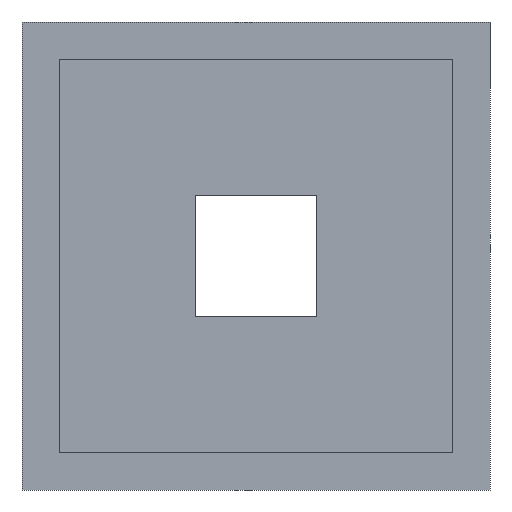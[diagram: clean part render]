
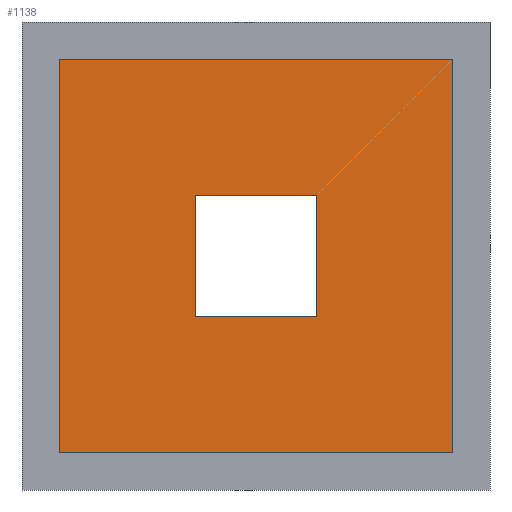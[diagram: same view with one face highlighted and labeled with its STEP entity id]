
A CAD part, front view. The second image highlights one B-rep face of the part: STEP entity #1138.
In plain terms, the highlighted planar face has unit normal (0, -1, 0).
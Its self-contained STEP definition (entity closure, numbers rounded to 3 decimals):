
#86=CARTESIAN_POINT('',(0.325,-3.05,-0.325));
#87=VERTEX_POINT('',#86);
#88=CARTESIAN_POINT('',(-0.325,-3.05,-0.325));
#89=VERTEX_POINT('',#88);
#90=CARTESIAN_POINT('',(0.325,-3.05,-0.325));
#91=DIRECTION('',(-1.0,0.0,0.));
#92=VECTOR('',#91,0.65);
#93=LINE('',#90,#92);
#94=EDGE_CURVE('',#87,#89,#93,.T.);
#232=CARTESIAN_POINT('',(-0.325,-3.05,0.325));
#233=VERTEX_POINT('',#232);
#234=CARTESIAN_POINT('',(-0.325,-3.05,-0.325));
#235=DIRECTION('',(0.0,0.0,1.0));
#236=VECTOR('',#235,0.65);
#237=LINE('',#234,#236);
#238=EDGE_CURVE('',#89,#233,#237,.T.);
#263=CARTESIAN_POINT('',(0.325,-3.05,0.325));
#264=VERTEX_POINT('',#263);
#265=CARTESIAN_POINT('',(0.325,-3.05,0.325));
#266=DIRECTION('',(0.0,0.0,-1.0));
#267=VECTOR('',#266,0.65);
#268=LINE('',#265,#267);
#269=EDGE_CURVE('',#264,#87,#268,.T.);
#294=CARTESIAN_POINT('',(-0.325,-3.05,0.325));
#295=DIRECTION('',(1.0,0.0,0.));
#296=VECTOR('',#295,0.65);
#297=LINE('',#294,#296);
#298=EDGE_CURVE('',#233,#264,#297,.T.);
#1093=CARTESIAN_POINT('',(0.0,-3.05,0.0));
#1094=DIRECTION('',(0.0,-1.0,0.0));
#1095=DIRECTION('',(0.0,0.0,-1.0));
#1096=AXIS2_PLACEMENT_3D('',#1093,#1094,#1095);
#1097=PLANE('',#1096);
#1098=CARTESIAN_POINT('',(-1.05,-3.05,1.05));
#1099=VERTEX_POINT('',#1098);
#1100=CARTESIAN_POINT('',(-1.05,-3.05,-1.05));
#1101=VERTEX_POINT('',#1100);
#1102=CARTESIAN_POINT('',(-1.05,-3.05,1.05));
#1103=DIRECTION('',(0.0,0.0,-1.0));
#1104=VECTOR('',#1103,2.1);
#1105=LINE('',#1102,#1104);
#1106=EDGE_CURVE('',#1099,#1101,#1105,.T.);
#1107=ORIENTED_EDGE('',*,*,#1106,.T.);
#1108=CARTESIAN_POINT('',(1.05,-3.05,-1.05));
#1109=VERTEX_POINT('',#1108);
#1110=CARTESIAN_POINT('',(-1.05,-3.05,-1.05));
#1111=DIRECTION('',(1.0,0.0,-0.0));
#1112=VECTOR('',#1111,2.1);
#1113=LINE('',#1110,#1112);
#1114=EDGE_CURVE('',#1101,#1109,#1113,.T.);
#1115=ORIENTED_EDGE('',*,*,#1114,.T.);
#1116=CARTESIAN_POINT('',(1.05,-3.05,1.05));
#1117=VERTEX_POINT('',#1116);
#1118=CARTESIAN_POINT('',(1.05,-3.05,-1.05));
#1119=DIRECTION('',(0.0,0.0,1.0));
#1120=VECTOR('',#1119,2.1);
#1121=LINE('',#1118,#1120);
#1122=EDGE_CURVE('',#1109,#1117,#1121,.T.);
#1123=ORIENTED_EDGE('',*,*,#1122,.T.);
#1124=CARTESIAN_POINT('',(1.05,-3.05,1.05));
#1125=DIRECTION('',(-1.0,0.0,0.0));
#1126=VECTOR('',#1125,2.1);
#1127=LINE('',#1124,#1126);
#1128=EDGE_CURVE('',#1117,#1099,#1127,.T.);
#1129=ORIENTED_EDGE('',*,*,#1128,.T.);
#1130=EDGE_LOOP('',(#1107,#1115,#1123,#1129));
#1131=FACE_BOUND('',#1130,.T.);
#1132=ORIENTED_EDGE('',*,*,#298,.T.);
#1133=ORIENTED_EDGE('',*,*,#269,.T.);
#1134=ORIENTED_EDGE('',*,*,#94,.T.);
#1135=ORIENTED_EDGE('',*,*,#238,.T.);
#1136=EDGE_LOOP('',(#1132,#1133,#1134,#1135));
#1137=FACE_BOUND('',#1136,.T.);
#1138=ADVANCED_FACE('',(#1131,#1137),#1097,.T.);
